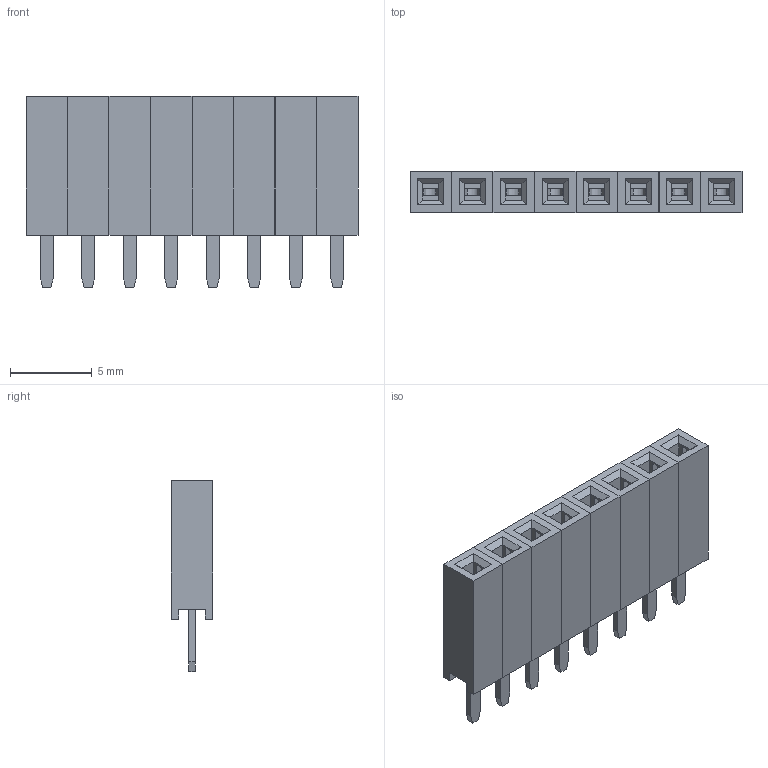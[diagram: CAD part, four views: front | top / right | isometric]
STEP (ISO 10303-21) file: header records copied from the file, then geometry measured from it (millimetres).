
FILE_DESCRIPTION (( 'STEP AP214' ), '1' );
FILE_NAME ('User Library-HeaderRangLuocDonThang2.54mm.STEP', '2017-11-30T01:01:42', ( '' ), ( '' ), 'SwSTEP 2.0', 'SolidWorks 2017', '' );
FILE_SCHEMA (( 'AUTOMOTIVE_DESIGN' ));
Length unit declared in the file: millimetre
Products named in the file (1): User Library-HeaderRangLuocDonThang2.54mm
Bounding box: 20.32 x 2.54 x 11.7 mm (x, y, z)
Volume: 365.8 mm3; surface area: 1386.2 mm2
Topology: 8 solids, 8 shells, 384 faces, 1072 edges, 704 vertices
Faces by surface type: plane 376, cylinder 8
Entity records: 16421 total; most frequent: CARTESIAN_POINT 2161, ORIENTED_EDGE 2144, DIRECTION 1858, EDGE_CURVE 1072, LINE 1056, VECTOR 1056, VERTEX_POINT 704, EDGE_LOOP 416
